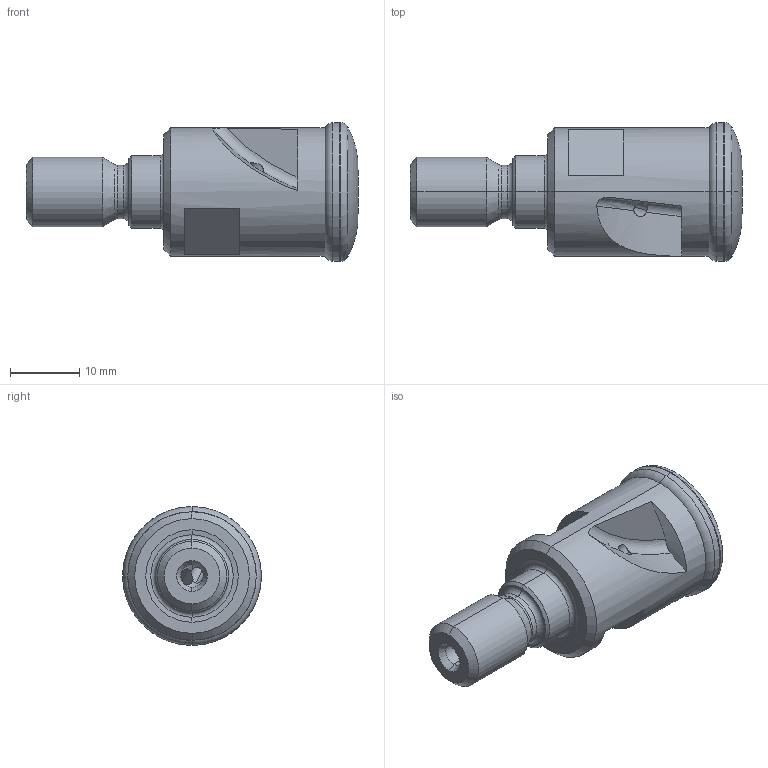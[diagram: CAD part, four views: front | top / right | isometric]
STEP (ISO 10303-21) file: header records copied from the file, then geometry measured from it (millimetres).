
FILE_DESCRIPTION (( 'STEP AP214' ), '1' );
FILE_NAME ('ESF-20-M10-540-2.STEP', '2011-11-21T10:07:29', ( '' ), ( '' ), 'SwSTEP 2.0', 'SolidWorks 2010', '' );
FILE_SCHEMA (( 'AUTOMOTIVE_DESIGN' ));
Length unit declared in the file: millimetre
Products named in the file (1): ESF-20-M10-540-2
Bounding box: 47.79 x 20 x 20 mm (x, y, z)
Volume: 7831.8 mm3; surface area: 3315.6 mm2
Topology: 1 solids, 1 shells, 71 faces, 161 edges, 95 vertices
Faces by surface type: cone 23, torus 20, cylinder 16, plane 12
Entity records: 2279 total; most frequent: CARTESIAN_POINT 632, DIRECTION 355, ORIENTED_EDGE 322, EDGE_CURVE 161, AXIS2_PLACEMENT_3D 158, VERTEX_POINT 95, CIRCLE 86, EDGE_LOOP 78
